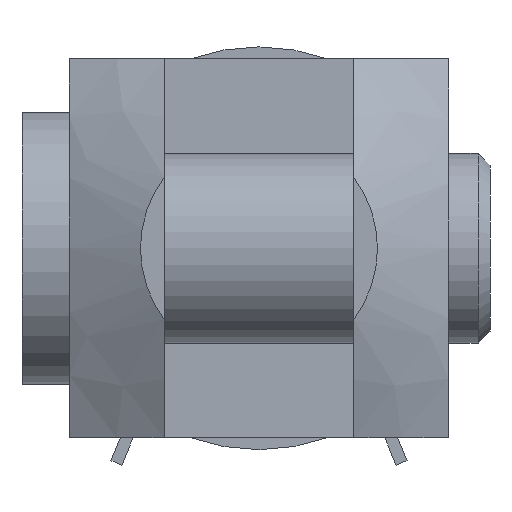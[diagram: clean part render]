
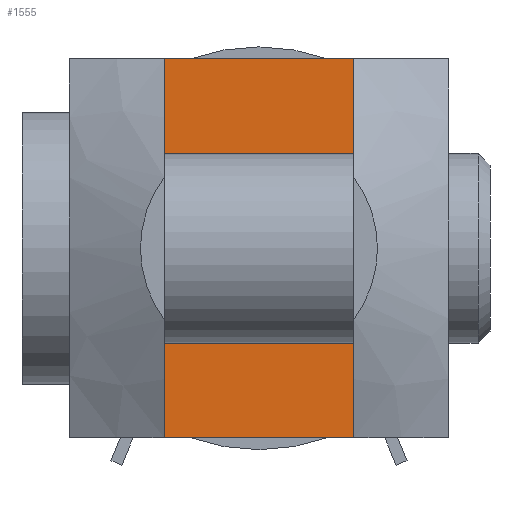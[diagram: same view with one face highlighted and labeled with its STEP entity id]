
A CAD part, front view. The second image highlights one B-rep face of the part: STEP entity #1555.
In plain terms, the highlighted planar face has unit normal (0, -1, 0).
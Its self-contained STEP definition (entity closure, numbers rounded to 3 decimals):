
#45 = EDGE_CURVE ( 'NONE', #1101, #53, #2082, .T. ) ;
#53 = VERTEX_POINT ( 'NONE', #2394 ) ;
#73 = AXIS2_PLACEMENT_3D ( 'NONE', #386, #1173, #1973 ) ;
#101 = ORIENTED_EDGE ( 'NONE', *, *, #233, .F. ) ;
#147 = EDGE_CURVE ( 'NONE', #1531, #1983, #1174, .T. ) ;
#176 = EDGE_CURVE ( 'NONE', #1296, #53, #652, .T. ) ;
#189 = VERTEX_POINT ( 'NONE', #1830 ) ;
#198 = CARTESIAN_POINT ( 'NONE',  ( -8., 50., -16. ) ) ;
#233 = EDGE_CURVE ( 'NONE', #189, #1101, #1855, .T. ) ;
#303 = CARTESIAN_POINT ( 'NONE',  ( -8., 50., -16. ) ) ;
#363 = DIRECTION ( 'NONE',  ( 0., 0., 1. ) ) ;
#386 = CARTESIAN_POINT ( 'NONE',  ( 0., 50., 0. ) ) ;
#494 = DIRECTION ( 'NONE',  ( 0., 0., 1. ) ) ;
#511 = DIRECTION ( 'NONE',  ( 0., -1., 0. ) ) ;
#607 = CIRCLE ( 'NONE', #1692, 5.5 ) ;
#622 = EDGE_LOOP ( 'NONE', ( #1505, #1037 ) ) ;
#652 = LINE ( 'NONE', #2057, #1898 ) ;
#706 = CARTESIAN_POINT ( 'NONE',  ( 0., 50., 0. ) ) ;
#787 = EDGE_LOOP ( 'NONE', ( #883, #101, #1138, #1488 ) ) ;
#791 = FACE_OUTER_BOUND ( 'NONE', #787, .T. ) ;
#812 = CARTESIAN_POINT ( 'NONE',  ( 8., 50., -16. ) ) ;
#883 = ORIENTED_EDGE ( 'NONE', *, *, #45, .F. ) ;
#950 = FACE_BOUND ( 'NONE', #622, .T. ) ;
#1017 = AXIS2_PLACEMENT_3D ( 'NONE', #2339, #2352, #1148 ) ;
#1037 = ORIENTED_EDGE ( 'NONE', *, *, #2154, .F. ) ;
#1101 = VERTEX_POINT ( 'NONE', #198 ) ;
#1116 = EDGE_CURVE ( 'NONE', #189, #1296, #1988, .T. ) ;
#1138 = ORIENTED_EDGE ( 'NONE', *, *, #1116, .T. ) ;
#1148 = DIRECTION ( 'NONE',  ( 0., 0., 1. ) ) ;
#1173 = DIRECTION ( 'NONE',  ( 0., -1., 0. ) ) ;
#1174 = CIRCLE ( 'NONE', #73, 5.5 ) ;
#1269 = CARTESIAN_POINT ( 'NONE',  ( 8., 50., 16. ) ) ;
#1296 = VERTEX_POINT ( 'NONE', #1269 ) ;
#1300 = VECTOR ( 'NONE', #1580, 1000. ) ;
#1329 = DIRECTION ( 'NONE',  ( -1., 0., 0. ) ) ;
#1459 = DIRECTION ( 'NONE',  ( -1., 0., 0. ) ) ;
#1488 = ORIENTED_EDGE ( 'NONE', *, *, #176, .T. ) ;
#1505 = ORIENTED_EDGE ( 'NONE', *, *, #147, .F. ) ;
#1531 = VERTEX_POINT ( 'NONE', #2557 ) ;
#1555 = ADVANCED_FACE ( 'NONE', ( #950, #791 ), #1591, .F. ) ;
#1580 = DIRECTION ( 'NONE',  ( 0., 0., 1. ) ) ;
#1591 = PLANE ( 'NONE',  #1017 ) ;
#1692 = AXIS2_PLACEMENT_3D ( 'NONE', #706, #511, #494 ) ;
#1735 = CARTESIAN_POINT ( 'NONE',  ( -8., 50., -16. ) ) ;
#1830 = CARTESIAN_POINT ( 'NONE',  ( 8., 50., -16. ) ) ;
#1855 = LINE ( 'NONE', #1735, #2271 ) ;
#1890 = CARTESIAN_POINT ( 'NONE',  ( 0., 50., -5.5 ) ) ;
#1898 = VECTOR ( 'NONE', #1459, 1000. ) ;
#1973 = DIRECTION ( 'NONE',  ( 0., 0., 1. ) ) ;
#1983 = VERTEX_POINT ( 'NONE', #1890 ) ;
#1988 = LINE ( 'NONE', #812, #2558 ) ;
#2057 = CARTESIAN_POINT ( 'NONE',  ( -8., 50., 16. ) ) ;
#2082 = LINE ( 'NONE', #303, #1300 ) ;
#2154 = EDGE_CURVE ( 'NONE', #1983, #1531, #607, .T. ) ;
#2271 = VECTOR ( 'NONE', #1329, 1000. ) ;
#2339 = CARTESIAN_POINT ( 'NONE',  ( -8., 50., -16. ) ) ;
#2352 = DIRECTION ( 'NONE',  ( 0., 1., 0. ) ) ;
#2394 = CARTESIAN_POINT ( 'NONE',  ( -8., 50., 16. ) ) ;
#2557 = CARTESIAN_POINT ( 'NONE',  ( 0., 50., 5.5 ) ) ;
#2558 = VECTOR ( 'NONE', #363, 1000. ) ;
